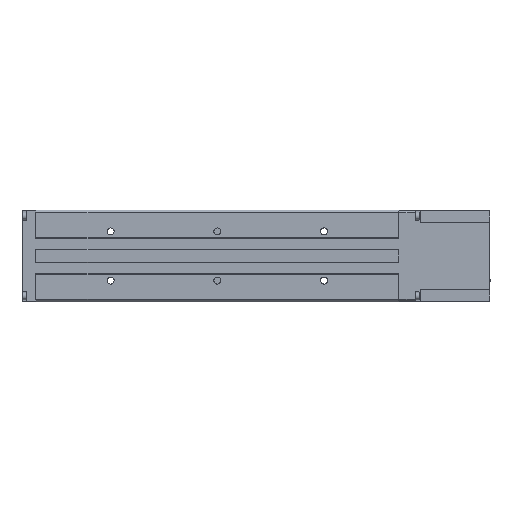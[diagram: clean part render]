
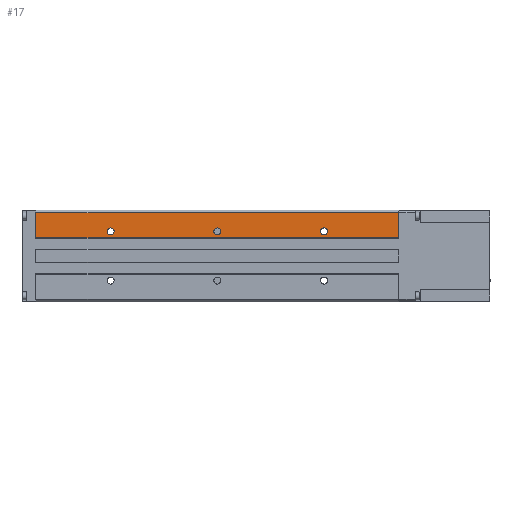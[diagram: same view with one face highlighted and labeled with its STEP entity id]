
A CAD part, front view. The second image highlights one B-rep face of the part: STEP entity #17.
In plain terms, the highlighted free-form (B-spline) face has degree [1, 1] with [2, 2] control points.
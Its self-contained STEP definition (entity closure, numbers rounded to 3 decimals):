
#17 = ADVANCED_FACE('',(#18,#32,#46,#60),#90,.F.);
#18 = FACE_BOUND('',#19,.T.);
#19 = EDGE_LOOP('',(#20));
#20 = ORIENTED_EDGE('',*,*,#21,.F.);
#21 = EDGE_CURVE('',#22,#22,#24,.T.);
#22 = VERTEX_POINT('',#23);
#23 = CARTESIAN_POINT('',(144.899,-27.275,16.791)
  );
#24 = ( BOUNDED_CURVE() B_SPLINE_CURVE(2,(#25,#26,#27,#28,#29,#30,#31),
.UNSPECIFIED.,.T.,.F.) B_SPLINE_CURVE_WITH_KNOTS((1,2,2,2,2,1),(
    -2.094,0.,2.094,4.189,6.283,
8.378),.UNSPECIFIED.) CURVE() GEOMETRIC_REPRESENTATION_ITEM() 
RATIONAL_B_SPLINE_CURVE((1.,0.5,1.,0.5,1.,0.5,1.)) REPRESENTATION_ITEM(
  '') );
#25 = CARTESIAN_POINT('',(144.899,-27.275,16.791)
  );
#26 = CARTESIAN_POINT('',(149.77,-27.275,16.791
    ));
#27 = CARTESIAN_POINT('',(147.334,-27.275,21.01
    ));
#28 = CARTESIAN_POINT('',(144.899,-27.275,25.229)
  );
#29 = CARTESIAN_POINT('',(142.463,-27.275,21.01
    ));
#30 = CARTESIAN_POINT('',(140.027,-27.275,16.791
    ));
#31 = CARTESIAN_POINT('',(144.899,-27.275,16.791)
  );
#32 = FACE_BOUND('',#33,.T.);
#33 = EDGE_LOOP('',(#34));
#34 = ORIENTED_EDGE('',*,*,#35,.F.);
#35 = EDGE_CURVE('',#36,#36,#38,.T.);
#36 = VERTEX_POINT('',#37);
#37 = CARTESIAN_POINT('',(230.133,-27.275,16.791
    ));
#38 = ( BOUNDED_CURVE() B_SPLINE_CURVE(2,(#39,#40,#41,#42,#43,#44,#45),
.UNSPECIFIED.,.T.,.F.) B_SPLINE_CURVE_WITH_KNOTS((1,2,2,2,2,1),(
    -2.094,0.,2.094,4.189,6.283,
8.378),.UNSPECIFIED.) CURVE() GEOMETRIC_REPRESENTATION_ITEM() 
RATIONAL_B_SPLINE_CURVE((1.,0.5,1.,0.5,1.,0.5,1.)) REPRESENTATION_ITEM(
  '') );
#39 = CARTESIAN_POINT('',(230.133,-27.275,16.791
    ));
#40 = CARTESIAN_POINT('',(235.005,-27.275,16.791
    ));
#41 = CARTESIAN_POINT('',(232.569,-27.275,21.01
    ));
#42 = CARTESIAN_POINT('',(230.133,-27.275,
    25.229));
#43 = CARTESIAN_POINT('',(227.697,-27.275,21.01
    ));
#44 = CARTESIAN_POINT('',(225.261,-27.275,16.791)
  );
#45 = CARTESIAN_POINT('',(230.133,-27.275,16.791
    ));
#46 = FACE_BOUND('',#47,.T.);
#47 = EDGE_LOOP('',(#48));
#48 = ORIENTED_EDGE('',*,*,#49,.F.);
#49 = EDGE_CURVE('',#50,#50,#52,.T.);
#50 = VERTEX_POINT('',#51);
#51 = CARTESIAN_POINT('',(59.664,-27.275,16.791)
  );
#52 = ( BOUNDED_CURVE() B_SPLINE_CURVE(2,(#53,#54,#55,#56,#57,#58,#59),
.UNSPECIFIED.,.T.,.F.) B_SPLINE_CURVE_WITH_KNOTS((1,2,2,2,2,1),(
    -2.094,0.,2.094,4.189,6.283,
8.378),.UNSPECIFIED.) CURVE() GEOMETRIC_REPRESENTATION_ITEM() 
RATIONAL_B_SPLINE_CURVE((1.,0.5,1.,0.5,1.,0.5,1.)) REPRESENTATION_ITEM(
  '') );
#53 = CARTESIAN_POINT('',(59.664,-27.275,16.791)
  );
#54 = CARTESIAN_POINT('',(64.536,-27.275,16.791
    ));
#55 = CARTESIAN_POINT('',(62.1,-27.275,21.01
    ));
#56 = CARTESIAN_POINT('',(59.664,-27.275,25.229
    ));
#57 = CARTESIAN_POINT('',(57.228,-27.275,21.01
    ));
#58 = CARTESIAN_POINT('',(54.792,-27.275,16.791
    ));
#59 = CARTESIAN_POINT('',(59.664,-27.275,16.791)
  );
#60 = FACE_BOUND('',#61,.T.);
#61 = EDGE_LOOP('',(#62,#71,#78,#85));
#62 = ORIENTED_EDGE('',*,*,#63,.F.);
#63 = EDGE_CURVE('',#64,#66,#68,.T.);
#64 = VERTEX_POINT('',#65);
#65 = CARTESIAN_POINT('',(289.797,-27.275,14.532)
  );
#66 = VERTEX_POINT('',#67);
#67 = CARTESIAN_POINT('',(0.,-27.275,14.532));
#68 = B_SPLINE_CURVE_WITH_KNOTS('',1,(#69,#70),.UNSPECIFIED.,.F.,.F.,(2,
    2),(85.5,425.5),.PIECEWISE_BEZIER_KNOTS.);
#69 = CARTESIAN_POINT('',(289.797,-27.275,14.532)
  );
#70 = CARTESIAN_POINT('',(0.,-27.275,14.532));
#71 = ORIENTED_EDGE('',*,*,#72,.F.);
#72 = EDGE_CURVE('',#73,#64,#75,.T.);
#73 = VERTEX_POINT('',#74);
#74 = CARTESIAN_POINT('',(289.797,-27.275,34.648)
  );
#75 = B_SPLINE_CURVE_WITH_KNOTS('',1,(#76,#77),.UNSPECIFIED.,.F.,.F.,(2,
    2),(2.35,25.95),.PIECEWISE_BEZIER_KNOTS.);
#76 = CARTESIAN_POINT('',(289.797,-27.275,34.648)
  );
#77 = CARTESIAN_POINT('',(289.797,-27.275,14.532)
  );
#78 = ORIENTED_EDGE('',*,*,#79,.T.);
#79 = EDGE_CURVE('',#73,#80,#82,.T.);
#80 = VERTEX_POINT('',#81);
#81 = CARTESIAN_POINT('',(0.,-27.275,34.648));
#82 = B_SPLINE_CURVE_WITH_KNOTS('',1,(#83,#84),.UNSPECIFIED.,.F.,.F.,(2,
    2),(0.,340.),.PIECEWISE_BEZIER_KNOTS.);
#83 = CARTESIAN_POINT('',(289.797,-27.275,34.648)
  );
#84 = CARTESIAN_POINT('',(0.,-27.275,34.648));
#85 = ORIENTED_EDGE('',*,*,#86,.T.);
#86 = EDGE_CURVE('',#80,#66,#87,.T.);
#87 = B_SPLINE_CURVE_WITH_KNOTS('',1,(#88,#89),.UNSPECIFIED.,.F.,.F.,(2,
    2),(2.35,25.95),.PIECEWISE_BEZIER_KNOTS.);
#88 = CARTESIAN_POINT('',(0.,-27.275,34.648));
#89 = CARTESIAN_POINT('',(0.,-27.275,14.532));
#90 = B_SPLINE_SURFACE_WITH_KNOTS('',1,1,(
    (#91,#92)
    ,(#93,#94
    )),.UNSPECIFIED.,.F.,.F.,.F.,(2,2),(2,2),(-25.95,-2.35),(-425.5,
    -85.5),.PIECEWISE_BEZIER_KNOTS.);
#91 = CARTESIAN_POINT('',(0.,-27.275,14.532));
#92 = CARTESIAN_POINT('',(289.797,-27.275,14.532)
  );
#93 = CARTESIAN_POINT('',(0.,-27.275,34.648));
#94 = CARTESIAN_POINT('',(289.797,-27.275,34.648)
  );
